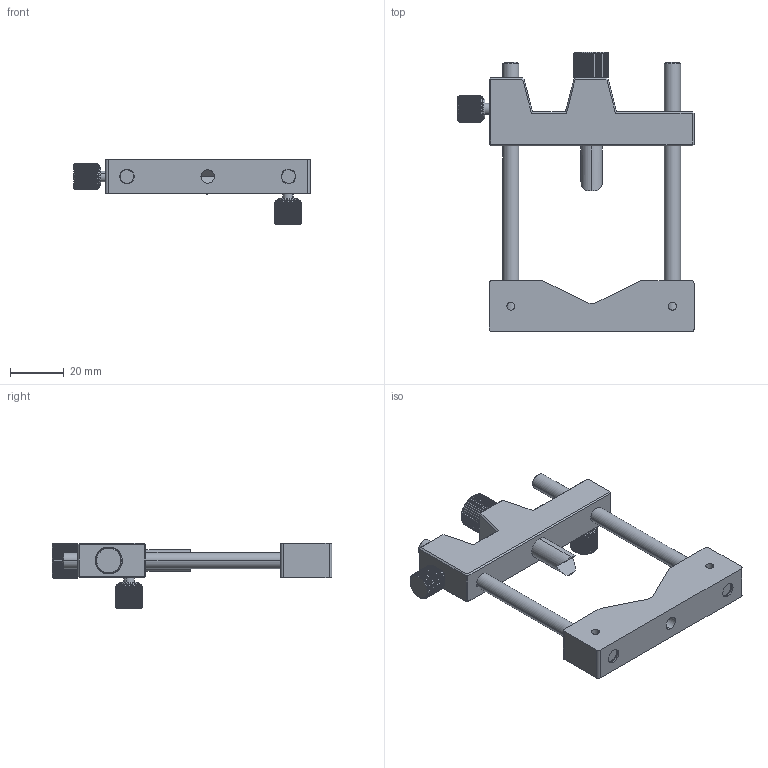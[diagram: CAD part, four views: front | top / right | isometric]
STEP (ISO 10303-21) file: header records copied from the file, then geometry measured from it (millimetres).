
FILE_DESCRIPTION (( 'STEP AP203' ), '1' );
FILE_NAME ('M-ALH-2.STEP', '2021-09-06T06:17:02', ( '' ), ( '' ), 'SwSTEP 2.0', 'SolidWorks 2020', '' );
FILE_SCHEMA (( 'CONFIG_CONTROL_DESIGN' ));
Length unit declared in the file: millimetre
Products named in the file (3): M-ALH-2.stp; M-ALH-2; 唅聽.stp
Assembly tree (3 placements, depth 2):
  M-ALH-2
    M-ALH-2.stp
    唅聽.stp  x2
Bounding box: 87.65 x 103.8 x 24.5 mm (x, y, z)
Volume: 39737.1 mm3; surface area: 16427.2 mm2
Topology: 4 solids, 4 shells, 687 faces, 1920 edges, 1251 vertices
Faces by surface type: plane 452, cylinder 213, cone 22
Entity records: 15779 total; most frequent: CARTESIAN_POINT 3708, ORIENTED_EDGE 2712, DIRECTION 2296, EDGE_CURVE 1356, VERTEX_POINT 877, AXIS2_PLACEMENT_3D 807, VECTOR 682, LINE 682
